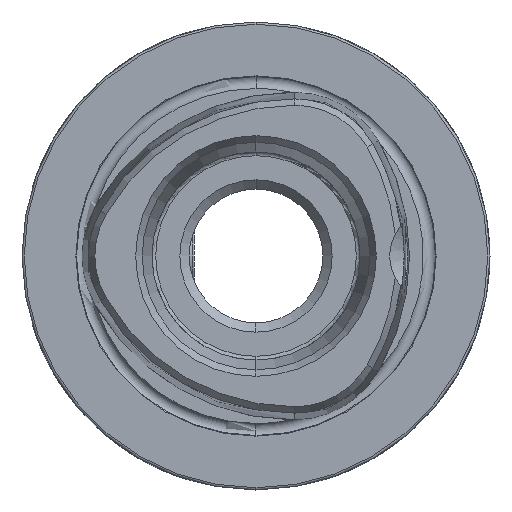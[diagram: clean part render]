
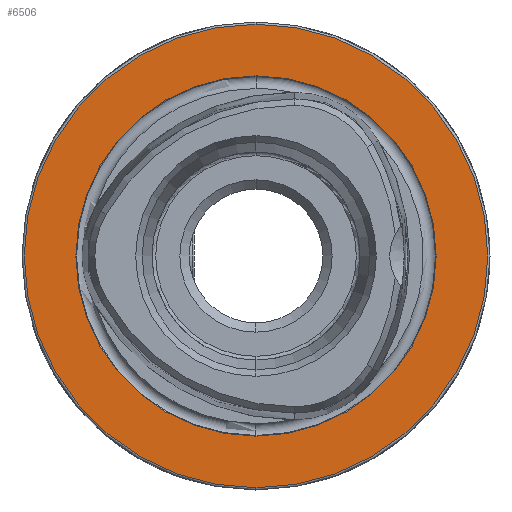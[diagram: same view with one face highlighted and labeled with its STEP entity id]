
A CAD part, left-side view. The second image highlights one B-rep face of the part: STEP entity #6506.
In plain terms, the highlighted planar face has unit normal (-1, 0, 0).
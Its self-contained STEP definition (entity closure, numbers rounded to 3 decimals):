
#412 = CARTESIAN_POINT ( 'NONE',  ( 0., 0., 24.25 ) ) ;
#553 = AXIS2_PLACEMENT_3D ( 'NONE', #2432, #933, #2925 ) ;
#933 = DIRECTION ( 'NONE',  ( -1., 0., 0. ) ) ;
#937 = EDGE_LOOP ( 'NONE', ( #3490, #4437 ) ) ;
#940 = DIRECTION ( 'NONE',  ( -1., 0., 0. ) ) ;
#1022 = DIRECTION ( 'NONE',  ( 0., 0., 1. ) ) ;
#1175 = CARTESIAN_POINT ( 'NONE',  ( 0., 0., 31.2 ) ) ;
#1297 = CIRCLE ( 'NONE', #553, 31.2 ) ;
#1317 = EDGE_CURVE ( 'NONE', #6142, #4343, #1297, .T. ) ;
#1575 = AXIS2_PLACEMENT_3D ( 'NONE', #5984, #2989, #5023 ) ;
#1680 = AXIS2_PLACEMENT_3D ( 'NONE', #3468, #940, #5033 ) ;
#1813 = CARTESIAN_POINT ( 'NONE',  ( 0., 0., -24.25 ) ) ;
#1927 = FACE_OUTER_BOUND ( 'NONE', #4410, .T. ) ;
#1953 = EDGE_CURVE ( 'NONE', #4978, #3290, #6073, .T. ) ;
#1982 = ORIENTED_EDGE ( 'NONE', *, *, #1317, .T. ) ;
#2043 = AXIS2_PLACEMENT_3D ( 'NONE', #2690, #6112, #1022 ) ;
#2416 = CARTESIAN_POINT ( 'NONE',  ( 0., 0., 0. ) ) ;
#2432 = CARTESIAN_POINT ( 'NONE',  ( 0., 0., 0. ) ) ;
#2690 = CARTESIAN_POINT ( 'NONE',  ( 0., 0., 0. ) ) ;
#2925 = DIRECTION ( 'NONE',  ( 0., 0., 1. ) ) ;
#2975 = DIRECTION ( 'NONE',  ( -1., 0., 0. ) ) ;
#2989 = DIRECTION ( 'NONE',  ( 1., 0., 0. ) ) ;
#3191 = EDGE_CURVE ( 'NONE', #4343, #6142, #4901, .T. ) ;
#3290 = VERTEX_POINT ( 'NONE', #1813 ) ;
#3468 = CARTESIAN_POINT ( 'NONE',  ( 0., 0., 0. ) ) ;
#3489 = FACE_BOUND ( 'NONE', #937, .T. ) ;
#3490 = ORIENTED_EDGE ( 'NONE', *, *, #1953, .F. ) ;
#3532 = ORIENTED_EDGE ( 'NONE', *, *, #3191, .T. ) ;
#3989 = PLANE ( 'NONE',  #1575 ) ;
#4343 = VERTEX_POINT ( 'NONE', #5359 ) ;
#4410 = EDGE_LOOP ( 'NONE', ( #1982, #3532 ) ) ;
#4437 = ORIENTED_EDGE ( 'NONE', *, *, #4631, .F. ) ;
#4535 = CIRCLE ( 'NONE', #1680, 24.25 ) ;
#4631 = EDGE_CURVE ( 'NONE', #3290, #4978, #4535, .T. ) ;
#4901 = CIRCLE ( 'NONE', #2043, 31.2 ) ;
#4903 = AXIS2_PLACEMENT_3D ( 'NONE', #2416, #2975, #5507 ) ;
#4978 = VERTEX_POINT ( 'NONE', #412 ) ;
#5023 = DIRECTION ( 'NONE',  ( 0., 0., -1. ) ) ;
#5033 = DIRECTION ( 'NONE',  ( 0., 0., 1. ) ) ;
#5359 = CARTESIAN_POINT ( 'NONE',  ( 0., 0., -31.2 ) ) ;
#5507 = DIRECTION ( 'NONE',  ( 0., 0., 1. ) ) ;
#5984 = CARTESIAN_POINT ( 'NONE',  ( 0., 24.25, 0. ) ) ;
#6073 = CIRCLE ( 'NONE', #4903, 24.25 ) ;
#6112 = DIRECTION ( 'NONE',  ( -1., 0., 0. ) ) ;
#6142 = VERTEX_POINT ( 'NONE', #1175 ) ;
#6506 = ADVANCED_FACE ( 'NONE', ( #3489, #1927 ), #3989, .F. ) ;
